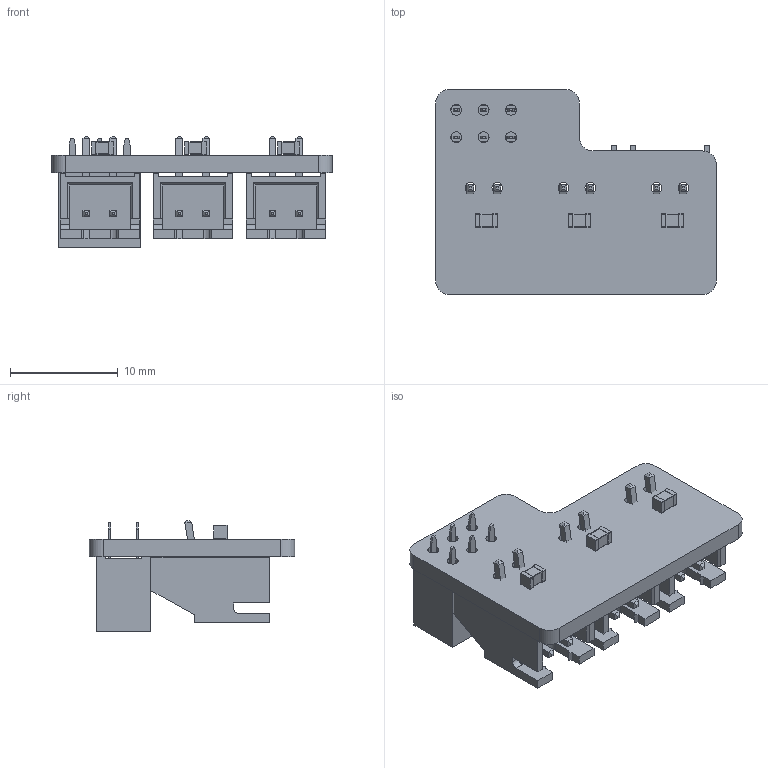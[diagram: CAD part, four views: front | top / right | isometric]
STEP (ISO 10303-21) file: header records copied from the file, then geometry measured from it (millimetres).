
FILE_DESCRIPTION(('KiCad electronic assembly'),'2;1');
FILE_NAME('ThermistorExpander-kicad.step','2021-12-17T10:15:47',( 'An Author'),('A Company'),'Open CASCADE STEP processor 7.5', 'KiCad to STEP converter','Unknown');
FILE_SCHEMA(('AUTOMOTIVE_DESIGN { 1 0 10303 214 1 1 1 1 }'));
Length unit declared in the file: millimetre
Products named in the file (8): Open CASCADE STEP translator 7.5 1; PinSocket_2x03_P2.54mm_Vertical; SOLID; JST_XH_S02B-XH-A-1_1x02_P2.50mm_Horizontal; C_0805_2012Metric; COMPOUND
Assembly tree (11 placements, depth 3):
  Open CASCADE STEP translator 7.5 1
    PinSocket_2x03_P2.54mm_Vertical
      SOLID
    JST_XH_S02B-XH-A-1_1x02_P2.50mm_Horizontal  x3
      SOLID
    C_0805_2012Metric  x3
      SOLID
    COMPOUND
Bounding box: 26.04 x 19.05 x 10.3 mm (x, y, z)
Volume: 1462.8 mm3; surface area: 2972.8 mm2
Topology: 8 solids, 8 shells, 621 faces, 1653 edges, 1084 vertices
Faces by surface type: plane 543, cylinder 78
Full cylindrical faces by diameter (mm): 1 x12
Entity records: 25497 total; most frequent: CARTESIAN_POINT 3880, DIRECTION 3599, LINE 2653, VECTOR 2653, ORIENTED_EDGE 1870, PCURVE 1870, DEFINITIONAL_REPRESENTATION 1870, EDGE_CURVE 935
